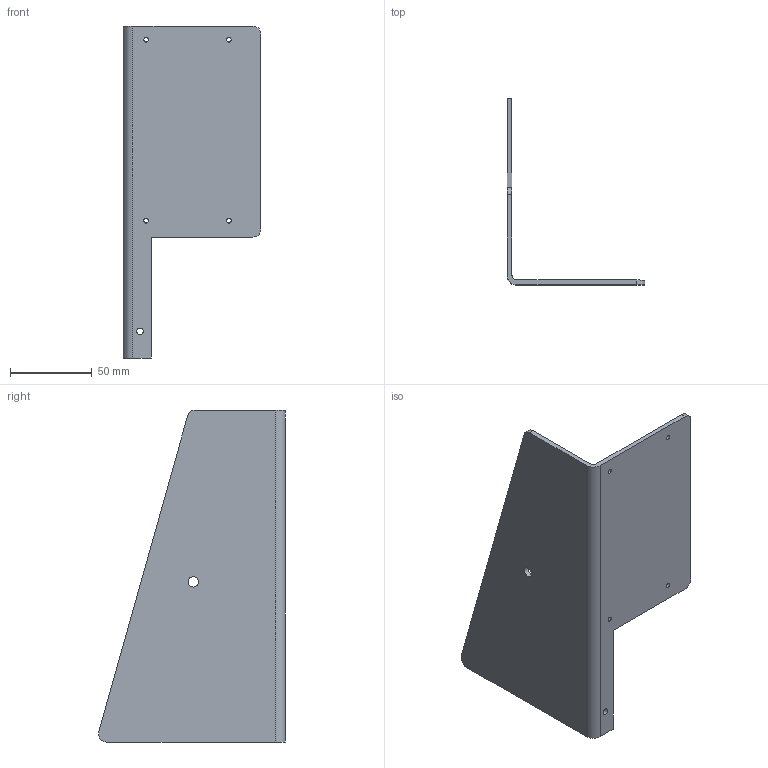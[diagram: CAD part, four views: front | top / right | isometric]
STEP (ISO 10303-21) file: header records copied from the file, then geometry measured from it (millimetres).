
FILE_DESCRIPTION(/* description */ (''),/* implementation_level */ '2;1');
FILE_NAME(/* name */ 'Q_blower_MK1_Left_bracket_METAL_PRINT.step',/* time_stamp */ '2023-07-21T12:16:53+02:00',/* author */ (''),/* organization */ (''),/* preprocessor_version */ 'ST-DEVELOPER v19.2',/* originating_system */ 'Autodesk Translation Framework v12.6.0.85',/* authorisation */ '');
FILE_SCHEMA (('AUTOMOTIVE_DESIGN { 1 0 10303 214 3 1 1 }'));
Length unit declared in the file: millimetre
Products named in the file (2): left_bracket; left_bracket (1)
Assembly tree (1 placements, depth 2):
  left_bracket
    left_bracket (1)
Bounding box: 84.43 x 114.42 x 203.2 mm (x, y, z)
Volume: 86584.1 mm3; surface area: 60142.1 mm2
Topology: 1 solids, 1 shells, 24 faces, 62 edges, 40 vertices
Faces by surface type: cylinder 12, plane 12
Full cylindrical faces by diameter (mm): 2.794 x4, 4 x1, 6.35 x1
Entity records: 815 total; most frequent: DIRECTION 140, CARTESIAN_POINT 129, ORIENTED_EDGE 124, EDGE_CURVE 62, AXIS2_PLACEMENT_3D 51, VERTEX_POINT 40, LINE 38, VECTOR 38
